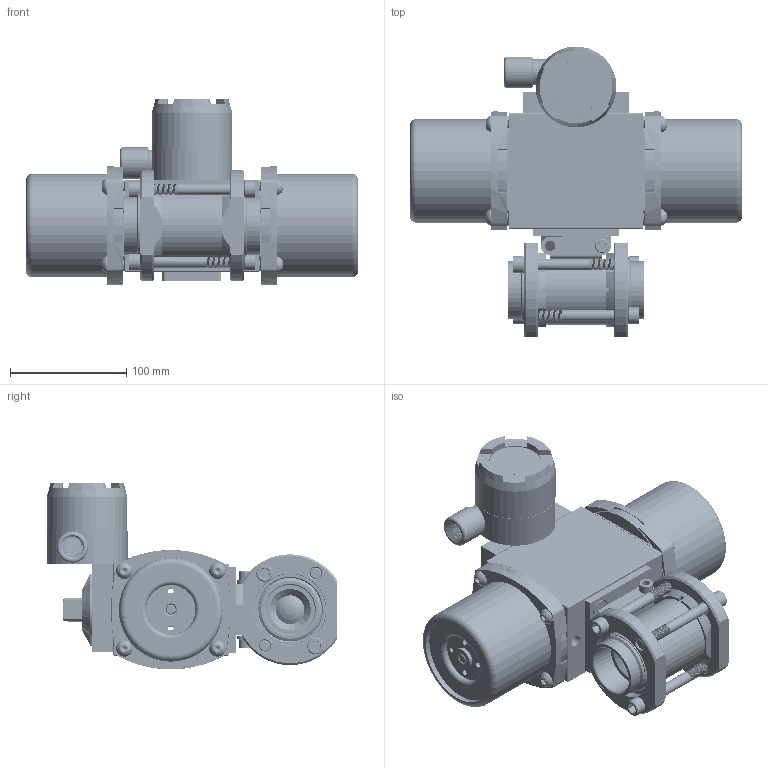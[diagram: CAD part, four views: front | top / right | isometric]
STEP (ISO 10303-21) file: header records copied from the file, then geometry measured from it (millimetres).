
FILE_DESCRIPTION (( 'STEP AP203' ), '1' );
FILE_NAME ('21XXSWSA522SRLS.step', '2018-03-15T12:07:16', ( '' ), ( '' ), 'SwSTEP 2.0', 'SolidWorks 2017', '' );
FILE_SCHEMA (( 'CONFIG_CONTROL_DESIGN' ));
Products named in the file (1): 21XXSWSA522SRLS
Bounding box: 285.09 x 249.71 x 160.36 mm (x, y, z)
Volume: 1470025.7 mm3; surface area: 582459.6 mm2
Topology: 60 solids, 60 shells, 5023 faces, 13054 edges, 8204 vertices
Faces by surface type: cylinder 2237, cone 1598, plane 912, torus 189, bspline 69, sphere 18
Entity records: 187867 total; most frequent: CARTESIAN_POINT 65039, DIRECTION 26947, ORIENTED_EDGE 25880, EDGE_CURVE 12940, AXIS2_PLACEMENT_3D 10803, VERTEX_POINT 8200, CIRCLE 5848, EDGE_LOOP 5422
